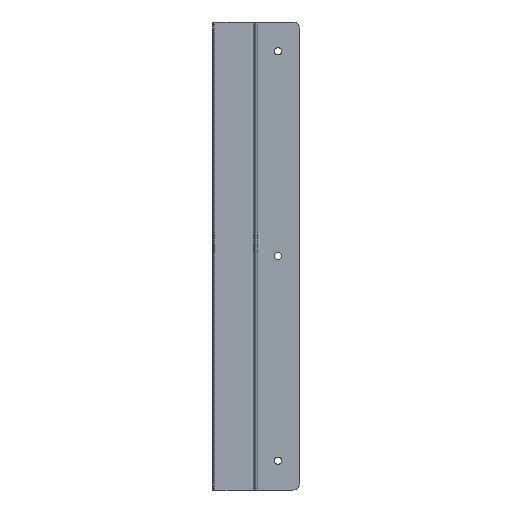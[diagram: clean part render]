
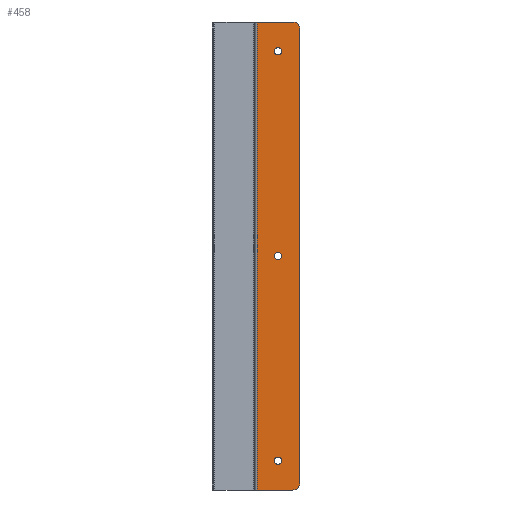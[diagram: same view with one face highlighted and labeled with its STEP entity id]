
A CAD part, front view. The second image highlights one B-rep face of the part: STEP entity #458.
In plain terms, the highlighted planar face has unit normal (0, -1, 0).
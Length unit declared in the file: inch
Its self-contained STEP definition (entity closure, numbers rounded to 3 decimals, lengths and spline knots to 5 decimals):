
#8 = FACE_BOUND ( 'NONE', #24, .T. ) ;
#17 = CARTESIAN_POINT ( 'NONE',  ( 1.5, -0.548, -7.75 ) ) ;
#21 = AXIS2_PLACEMENT_3D ( 'NONE', #298, #569, #367 ) ;
#24 = EDGE_LOOP ( 'NONE', ( #174 ) ) ;
#35 = DIRECTION ( 'NONE',  ( 0., 0., 1. ) ) ;
#37 = LINE ( 'NONE', #795, #866 ) ;
#63 = PLANE ( 'NONE',  #661 ) ;
#77 = ORIENTED_EDGE ( 'NONE', *, *, #520, .F. ) ;
#89 = CARTESIAN_POINT ( 'NONE',  ( 1.25, -0.548, 8. ) ) ;
#110 = CARTESIAN_POINT ( 'NONE',  ( 0.75, -0.548, 7. ) ) ;
#126 = FACE_BOUND ( 'NONE', #164, .T. ) ;
#133 = DIRECTION ( 'NONE',  ( 0., 0., 1. ) ) ;
#136 = VERTEX_POINT ( 'NONE', #414 ) ;
#137 = AXIS2_PLACEMENT_3D ( 'NONE', #777, #792, #35 ) ;
#138 = CARTESIAN_POINT ( 'NONE',  ( 1.5, -0.548, 8. ) ) ;
#141 = ORIENTED_EDGE ( 'NONE', *, *, #446, .F. ) ;
#156 = EDGE_CURVE ( 'NONE', #834, #834, #804, .T. ) ;
#164 = EDGE_LOOP ( 'NONE', ( #453 ) ) ;
#168 = CIRCLE ( 'NONE', #789, 0.25 ) ;
#170 = CARTESIAN_POINT ( 'NONE',  ( 1.5, -0.548, 7.75 ) ) ;
#174 = ORIENTED_EDGE ( 'NONE', *, *, #156, .F. ) ;
#197 = FACE_BOUND ( 'NONE', #846, .T. ) ;
#231 = VECTOR ( 'NONE', #369, 39.37008 ) ;
#237 = CARTESIAN_POINT ( 'NONE',  ( 0.047, -0.548, -8. ) ) ;
#258 = DIRECTION ( 'NONE',  ( 0., 0., 1. ) ) ;
#267 = EDGE_CURVE ( 'NONE', #404, #404, #870, .T. ) ;
#290 = CARTESIAN_POINT ( 'NONE',  ( 1.25, -0.548, 7.75 ) ) ;
#298 = CARTESIAN_POINT ( 'NONE',  ( 0.75, -0.548, -7. ) ) ;
#329 = DIRECTION ( 'NONE',  ( 0., -1., 0. ) ) ;
#342 = DIRECTION ( 'NONE',  ( -1., 0., 0. ) ) ;
#345 = ORIENTED_EDGE ( 'NONE', *, *, #791, .F. ) ;
#348 = VECTOR ( 'NONE', #342, 39.37008 ) ;
#352 = DIRECTION ( 'NONE',  ( 0., 0., 1. ) ) ;
#361 = CIRCLE ( 'NONE', #633, 0.125 ) ;
#365 = VERTEX_POINT ( 'NONE', #533 ) ;
#367 = DIRECTION ( 'NONE',  ( 0., 0., 1. ) ) ;
#369 = DIRECTION ( 'NONE',  ( 0., 0., 1. ) ) ;
#384 = ORIENTED_EDGE ( 'NONE', *, *, #584, .F. ) ;
#404 = VERTEX_POINT ( 'NONE', #752 ) ;
#410 = VERTEX_POINT ( 'NONE', #808 ) ;
#414 = CARTESIAN_POINT ( 'NONE',  ( 0.75, -0.548, 7.125 ) ) ;
#417 = CARTESIAN_POINT ( 'NONE',  ( 1.25, -0.548, -7.75 ) ) ;
#425 = DIRECTION ( 'NONE',  ( 1., 0., 0. ) ) ;
#446 = EDGE_CURVE ( 'NONE', #365, #583, #690, .T. ) ;
#451 = LINE ( 'NONE', #237, #231 ) ;
#453 = ORIENTED_EDGE ( 'NONE', *, *, #267, .F. ) ;
#455 = DIRECTION ( 'NONE',  ( 0., 0., -1. ) ) ;
#458 = ADVANCED_FACE ( 'NONE', ( #197, #8, #126, #694 ), #63, .F. ) ;
#465 = AXIS2_PLACEMENT_3D ( 'NONE', #417, #835, #352 ) ;
#481 = CARTESIAN_POINT ( 'NONE',  ( 0.75, -0.548, 0.125 ) ) ;
#493 = EDGE_CURVE ( 'NONE', #559, #410, #614, .T. ) ;
#495 = CARTESIAN_POINT ( 'NONE',  ( 1.25, -0.548, -8. ) ) ;
#520 = EDGE_CURVE ( 'NONE', #615, #559, #854, .T. ) ;
#533 = CARTESIAN_POINT ( 'NONE',  ( 0.047, -0.548, 8. ) ) ;
#559 = VERTEX_POINT ( 'NONE', #495 ) ;
#564 = DIRECTION ( 'NONE',  ( 0., 0., 1. ) ) ;
#569 = DIRECTION ( 'NONE',  ( 0., -1., 0. ) ) ;
#575 = VERTEX_POINT ( 'NONE', #170 ) ;
#583 = VERTEX_POINT ( 'NONE', #89 ) ;
#584 = EDGE_CURVE ( 'NONE', #410, #365, #451, .T. ) ;
#592 = VECTOR ( 'NONE', #425, 39.37008 ) ;
#614 = LINE ( 'NONE', #767, #348 ) ;
#615 = VERTEX_POINT ( 'NONE', #17 ) ;
#633 = AXIS2_PLACEMENT_3D ( 'NONE', #110, #329, #258 ) ;
#641 = EDGE_CURVE ( 'NONE', #583, #575, #168, .T. ) ;
#653 = ORIENTED_EDGE ( 'NONE', *, *, #743, .F. ) ;
#661 = AXIS2_PLACEMENT_3D ( 'NONE', #753, #840, #133 ) ;
#690 = LINE ( 'NONE', #138, #592 ) ;
#694 = FACE_OUTER_BOUND ( 'NONE', #758, .T. ) ;
#743 = EDGE_CURVE ( 'NONE', #136, #136, #361, .T. ) ;
#752 = CARTESIAN_POINT ( 'NONE',  ( 0.75, -0.548, -6.875 ) ) ;
#753 = CARTESIAN_POINT ( 'NONE',  ( 1.5, -0.548, -8. ) ) ;
#758 = EDGE_LOOP ( 'NONE', ( #384, #858, #77, #345, #820, #141 ) ) ;
#767 = CARTESIAN_POINT ( 'NONE',  ( 1.5, -0.548, -8. ) ) ;
#777 = CARTESIAN_POINT ( 'NONE',  ( 0.75, -0.548, 0. ) ) ;
#789 = AXIS2_PLACEMENT_3D ( 'NONE', #290, #790, #564 ) ;
#790 = DIRECTION ( 'NONE',  ( 0., 1., 0. ) ) ;
#791 = EDGE_CURVE ( 'NONE', #575, #615, #37, .T. ) ;
#792 = DIRECTION ( 'NONE',  ( 0., -1., 0. ) ) ;
#795 = CARTESIAN_POINT ( 'NONE',  ( 1.5, -0.548, -8. ) ) ;
#804 = CIRCLE ( 'NONE', #137, 0.125 ) ;
#808 = CARTESIAN_POINT ( 'NONE',  ( 0.047, -0.548, -8. ) ) ;
#820 = ORIENTED_EDGE ( 'NONE', *, *, #641, .F. ) ;
#834 = VERTEX_POINT ( 'NONE', #481 ) ;
#835 = DIRECTION ( 'NONE',  ( 0., 1., 0. ) ) ;
#840 = DIRECTION ( 'NONE',  ( 0., 1., 0. ) ) ;
#846 = EDGE_LOOP ( 'NONE', ( #653 ) ) ;
#854 = CIRCLE ( 'NONE', #465, 0.25 ) ;
#858 = ORIENTED_EDGE ( 'NONE', *, *, #493, .F. ) ;
#866 = VECTOR ( 'NONE', #455, 39.37008 ) ;
#870 = CIRCLE ( 'NONE', #21, 0.125 ) ;
